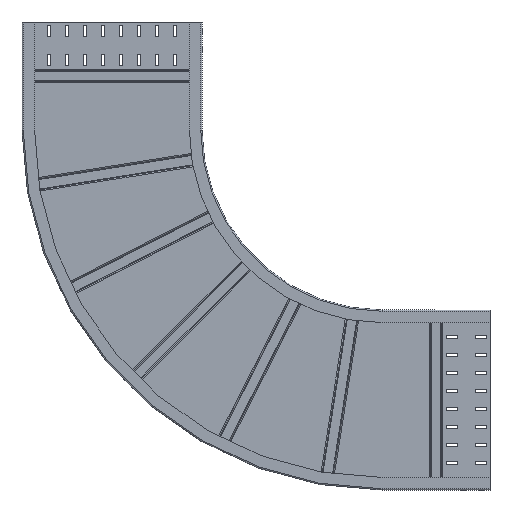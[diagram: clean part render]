
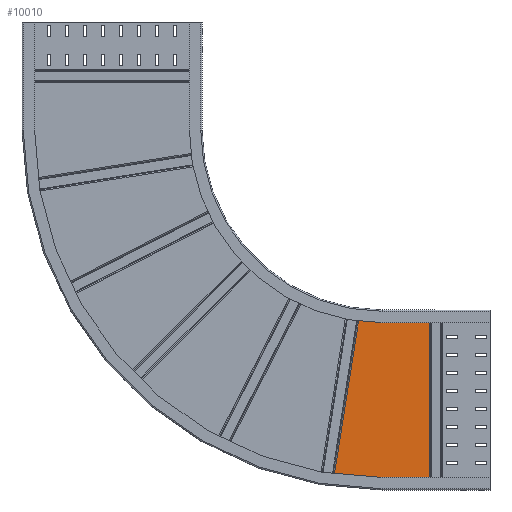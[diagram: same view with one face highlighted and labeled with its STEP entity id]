
A CAD part, front view. The second image highlights one B-rep face of the part: STEP entity #10010.
In plain terms, the highlighted planar face has unit normal (0, -1, 0).
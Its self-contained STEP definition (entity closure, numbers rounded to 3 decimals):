
#2236=DIRECTION('',(0.,0.,-1.));
#2237=VECTOR('',#2236,493.);
#2238=CARTESIAN_POINT('',(881.378,-1.5,-803.5));
#2239=LINE('',#2238,#2237);
#2244=DIRECTION('',(1.,0.,0.));
#2245=VECTOR('',#2244,131.378);
#2246=CARTESIAN_POINT('',(750.,-1.5,-1296.5));
#2247=LINE('',#2246,#2245);
#2248=CARTESIAN_POINT('',(750.,-1.5,-300.));
#2249=DIRECTION('',(0.,-1.,0.));
#2250=DIRECTION('',(-0.138,0.,-0.99));
#2251=AXIS2_PLACEMENT_3D('',#2248,#2249,#2250);
#2253=DIRECTION('',(-0.156,0.,-0.988));
#2254=VECTOR('',#2253,493.175);
#2255=CARTESIAN_POINT('',(689.941,-1.5,
-799.905));
#2256=LINE('',#2255,#2254);
#2257=CARTESIAN_POINT('',(750.,-1.5,-300.));
#2258=DIRECTION('',(0.,1.,0.));
#2259=DIRECTION('',(0.,0.,-1.));
#2260=AXIS2_PLACEMENT_3D('',#2257,#2258,#2259);
#2262=DIRECTION('',(-1.,0.,0.));
#2263=VECTOR('',#2262,131.378);
#2264=CARTESIAN_POINT('',(881.378,-1.5,-803.5));
#2265=LINE('',#2264,#2263);
#4764=CARTESIAN_POINT('',(612.791,-1.5,
-1287.009));
#4766=VERTEX_POINT('',#4764);
#4983=CARTESIAN_POINT('',(881.378,-1.5,-803.5));
#4985=VERTEX_POINT('',#4983);
#4990=CARTESIAN_POINT('',(881.378,-1.5,-1296.5));
#4992=VERTEX_POINT('',#4990);
#5218=CARTESIAN_POINT('',(689.941,-1.5,
-799.905));
#5220=VERTEX_POINT('',#5218);
#5482=CARTESIAN_POINT('',(750.,-1.5,-1296.5));
#5483=VERTEX_POINT('',#5482);
#5494=CARTESIAN_POINT('',(750.,-1.5,-803.5));
#5495=VERTEX_POINT('',#5494);
#9995=CARTESIAN_POINT('',(234.352,-1.5,-134.052));
#9996=DIRECTION('',(0.,1.,0.));
#9997=DIRECTION('',(0.,0.,1.));
#9998=AXIS2_PLACEMENT_3D('',#9995,#9996,#9997);
#9999=PLANE('',#9998);
#10000=ORIENTED_EDGE('',*,*,#9987,.T.);
#10001=ORIENTED_EDGE('',*,*,#9976,.F.);
#10003=ORIENTED_EDGE('',*,*,#10002,.F.);
#10005=ORIENTED_EDGE('',*,*,#10004,.F.);
#10006=ORIENTED_EDGE('',*,*,#9851,.F.);
#10007=ORIENTED_EDGE('',*,*,#9914,.F.);
#10008=EDGE_LOOP('',(#10000,#10001,#10003,#10005,#10006,#10007));
#10009=FACE_OUTER_BOUND('',#10008,.F.);
#10010=ADVANCED_FACE('',(#10009),#9999,.F.);
#2252=CIRCLE('',#2251,996.5);
#2261=CIRCLE('',#2260,503.5);
#9851=EDGE_CURVE('',#5495,#5220,#2261,.T.);
#9914=EDGE_CURVE('',#4985,#5495,#2265,.T.);
#9976=EDGE_CURVE('',#5483,#4992,#2247,.T.);
#9987=EDGE_CURVE('',#4985,#4992,#2239,.T.);
#10002=EDGE_CURVE('',#4766,#5483,#2252,.T.);
#10004=EDGE_CURVE('',#5220,#4766,#2256,.T.);
